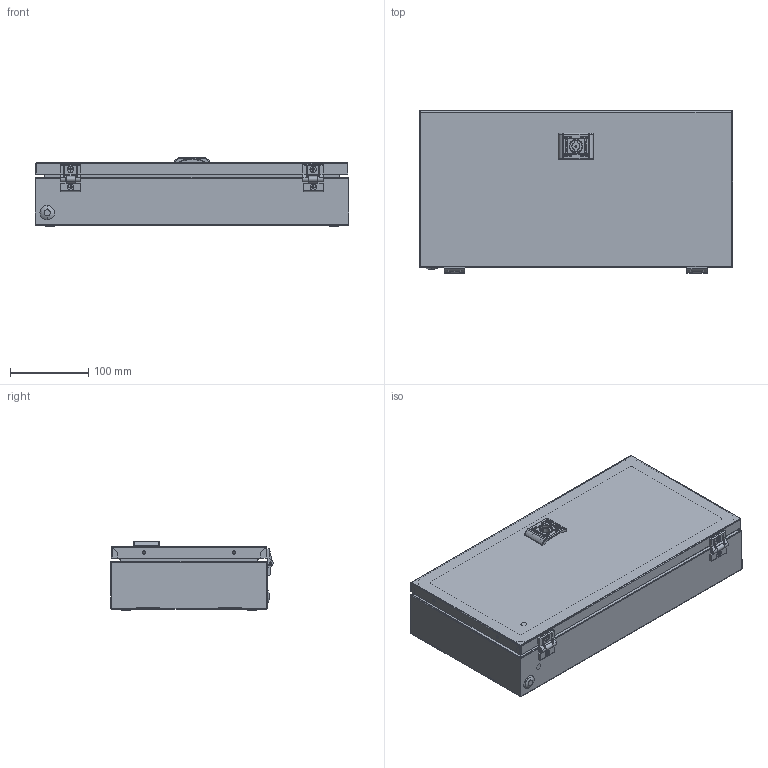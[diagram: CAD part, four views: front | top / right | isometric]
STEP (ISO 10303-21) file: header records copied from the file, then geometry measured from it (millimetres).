
FILE_DESCRIPTION (( 'STEP AP203' ), '1' );
FILE_NAME ('R5CDE4280C.step', '2012-05-14T06:46:39', ( 'User' ), ( 'DKC' ), 'SwSTEP 2.0', 'SolidWorks 2011', '' );
FILE_SCHEMA (( 'CONFIG_CONTROL_DESIGN' ));
Length unit declared in the file: millimetre
Products named in the file (26): R5CDE4280C; Tapping screw 4.2x9.5_Screw DIN 968-ST4.2x9.5-R-H-S; Mounting plates_400x200; perno CDE; Door CDE 1mm_400x200; sealant for door CDE_400x200; AC00C328_Default; MOLLA AC00C344_AC00C344; Handle internal door; AC00C348; Hex Flange Bolt M6x10_ISO 4162 - M6 x 12 x 12-S; Linguetta per porte interne AC00C537_Default; Inserto a doppio pettine AC00C443_AC00C343; BASETTA ESTERNA PER BOX AC00C503_AC00C503; Frame CDE with door K0 1mm_400x200x80 hinge; end-cap_AC00C061; land; End-cup AC00C317_Default; AC00C316_AC00C316; Ãàéêà M4 ÃÎÑÒ 5927-70._Ãàéêà M4 ÃÎÑÒ 5927-70; Screw M4 x 8_ISO 7046-1 - M4 x 8 - Z --- 8S; AC00C327_Default; Traversino CD01C550_200; Frame CDE for door 1mm_400x200x80; Sealant AC00356
Assembly tree (43 placements, depth 4):
  R5CDE4280C
    perno CDE  x2
    Tapping screw 4.2x9.5_Screw DIN 968-ST4.2x9.5-R-H-S  x4
    Door CDE 1mm_400x200
      Ãàéêà M4 ÃÎÑÒ 5927-70._Ãàéêà M4 ÃÎÑÒ 5927-70  x2
      MOLLA AC00C344_AC00C344
      Screw M4 x 8_ISO 7046-1 - M4 x 8 - Z --- 8S  x2
      Handle internal door
        AC00C348
        BASETTA ESTERNA PER BOX AC00C503_AC00C503
        Sealant AC00356
        Inserto a doppio pettine AC00C443_AC00C343
        Linguetta per porte interne AC00C537_Default
        Hex Flange Bolt M6x10_ISO 4162 - M6 x 12 x 12-S
      sealant for door CDE_400x200
      AC00C328_Default  x2
      Door CDE 1mm_400x200
      end-cap_AC00C061
      land
    Frame CDE with door K0 1mm_400x200x80 hinge
      End-cup AC00C317_Default  x4
      AC00C316_AC00C316
      AC00C327_Default  x2
      Traversino CD01C550_200  x2
      land
      end-cap_AC00C061
      Screw M4 x 8_ISO 7046-1 - M4 x 8 - Z --- 8S  x2
      Ãàéêà M4 ÃÎÑÒ 5927-70._Ãàéêà M4 ÃÎÑÒ 5927-70  x2
      Frame CDE for door 1mm_400x200x80
    Mounting plates_400x200
Bounding box: 400 x 207.54 x 87.94 mm (x, y, z)
Volume: 549430.5 mm3; surface area: 788811.1 mm2
Topology: 42 solids, 42 shells, 2721 faces, 7103 edges, 4510 vertices
Faces by surface type: plane 856, cylinder 736, bspline 716, cone 337, torus 52, sphere 24
Entity records: 129064 total; most frequent: CARTESIAN_POINT 87370, ORIENTED_EDGE 8976, DIRECTION 6728, EDGE_CURVE 4488, VERTEX_POINT 2849, AXIS2_PLACEMENT_3D 2336, LINE 2056, VECTOR 2056
